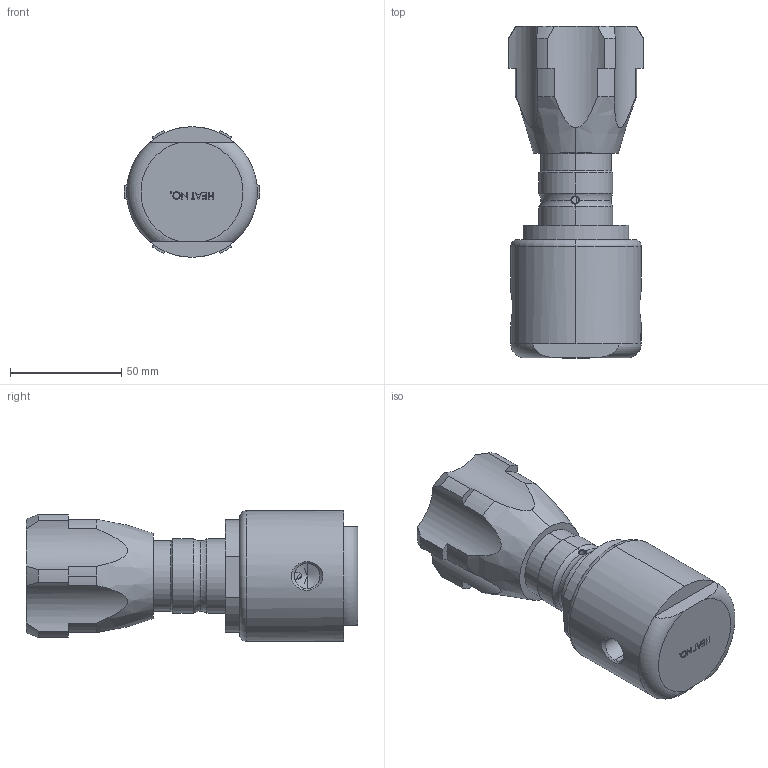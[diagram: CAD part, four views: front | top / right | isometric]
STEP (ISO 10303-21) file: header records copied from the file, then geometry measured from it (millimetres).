
FILE_DESCRIPTION (( 'STEP AP203' ), '1' );
FILE_NAME ('JRPH+JRPL-025-6L-CA-SK.STEP', '2017-09-14T17:24:27', ( '' ), ( '' ), 'SwSTEP 2.0', 'SolidWorks 2014', '' );
FILE_SCHEMA (( 'CONFIG_CONTROL_DESIGN' ));
Length unit declared in the file: inch
Products named in the file (1): JRPH+JRPL-025-6L-CA-SK
Bounding box: 60.95 x 149.35 x 58.75 mm (x, y, z)
Volume: 261820.1 mm3; surface area: 36345.6 mm2
Topology: 1 solids, 1 shells, 211 faces, 556 edges, 363 vertices
Faces by surface type: plane 120, cylinder 48, bspline 18, cone 17, torus 8
Full cylindrical faces by diameter (mm): 3.967 x1
Entity records: 8883 total; most frequent: CARTESIAN_POINT 3665, ORIENTED_EDGE 1112, DIRECTION 1001, EDGE_CURVE 556, VERTEX_POINT 365, AXIS2_PLACEMENT_3D 340, VECTOR 321, LINE 321
